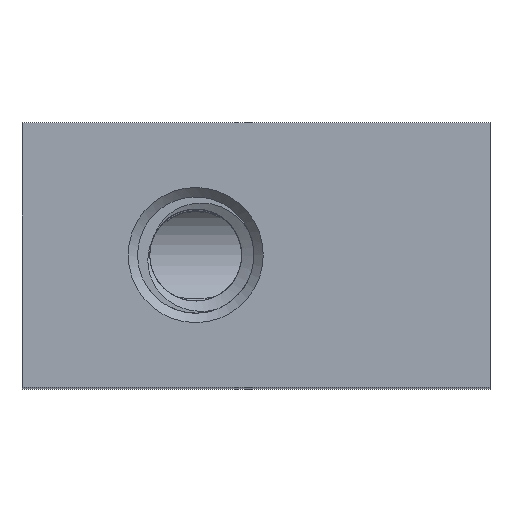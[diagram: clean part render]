
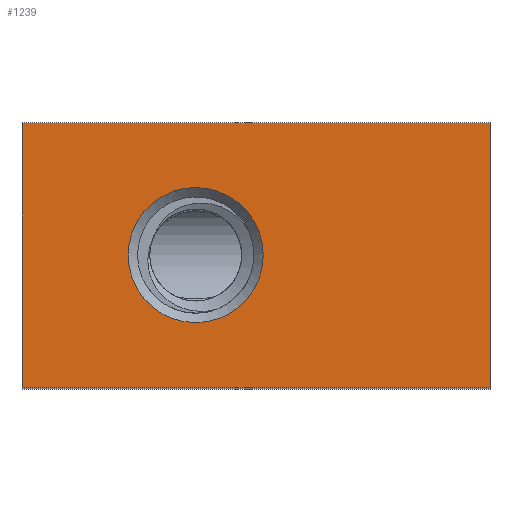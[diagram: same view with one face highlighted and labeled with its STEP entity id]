
A CAD part, top view. The second image highlights one B-rep face of the part: STEP entity #1239.
In plain terms, the highlighted planar face has unit normal (0, 0, 1).
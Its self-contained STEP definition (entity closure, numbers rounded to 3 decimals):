
#14=FACE_BOUND('',#184,.T.);
#59=PLANE('',#1332);
#119=FACE_OUTER_BOUND('',#183,.T.);
#183=EDGE_LOOP('',(#943,#944,#945,#946));
#184=EDGE_LOOP('',(#947));
#238=CIRCLE('',#1307,1.79);
#359=LINE('',#24219,#417);
#360=LINE('',#24221,#418);
#361=LINE('',#24223,#419);
#362=LINE('',#24224,#420);
#417=VECTOR('',#1492,10.);
#418=VECTOR('',#1493,10.);
#419=VECTOR('',#1494,10.);
#420=VECTOR('',#1495,10.);
#498=VERTEX_POINT('',#5264);
#533=VERTEX_POINT('',#24217);
#534=VERTEX_POINT('',#24218);
#535=VERTEX_POINT('',#24220);
#536=VERTEX_POINT('',#24222);
#631=EDGE_CURVE('',#498,#498,#238,.T.);
#689=EDGE_CURVE('',#533,#534,#359,.T.);
#690=EDGE_CURVE('',#535,#534,#360,.T.);
#691=EDGE_CURVE('',#535,#536,#361,.T.);
#692=EDGE_CURVE('',#536,#533,#362,.T.);
#943=ORIENTED_EDGE('',*,*,#689,.T.);
#944=ORIENTED_EDGE('',*,*,#690,.F.);
#945=ORIENTED_EDGE('',*,*,#691,.T.);
#946=ORIENTED_EDGE('',*,*,#692,.T.);
#947=ORIENTED_EDGE('',*,*,#631,.T.);
#1239=ADVANCED_FACE('',(#119,#14),#59,.F.);
#1307=AXIS2_PLACEMENT_3D('',#5266,#1438,#1439);
#1332=AXIS2_PLACEMENT_3D('',#24216,#1490,#1491);
#1438=DIRECTION('center_axis',(0.,0.,-1.));
#1439=DIRECTION('ref_axis',(1.,0.,0.));
#1490=DIRECTION('center_axis',(0.,0.,-1.));
#1491=DIRECTION('ref_axis',(0.,-1.,0.));
#1492=DIRECTION('',(1.,0.,0.));
#1493=DIRECTION('',(0.,-1.,0.));
#1494=DIRECTION('',(-1.,0.,0.));
#1495=DIRECTION('',(0.,-1.,0.));
#5264=CARTESIAN_POINT('',(0.192,0.,14.739));
#5266=CARTESIAN_POINT('Origin',(-1.598,0.,
14.739));
#24216=CARTESIAN_POINT('Origin',(6.2,5.,14.739));
#24217=CARTESIAN_POINT('',(-6.2,-3.5,14.739));
#24218=CARTESIAN_POINT('',(6.2,-3.5,14.739));
#24219=CARTESIAN_POINT('',(3.065,-3.5,14.739));
#24220=CARTESIAN_POINT('',(6.2,3.5,14.739));
#24221=CARTESIAN_POINT('',(6.2,2.5,14.739));
#24222=CARTESIAN_POINT('',(-6.2,3.5,14.739));
#24223=CARTESIAN_POINT('',(3.112,3.5,14.739));
#24224=CARTESIAN_POINT('',(-6.2,5.,14.739));
